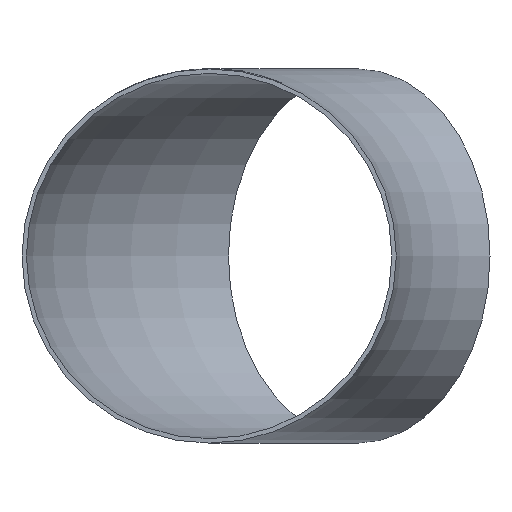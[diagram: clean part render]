
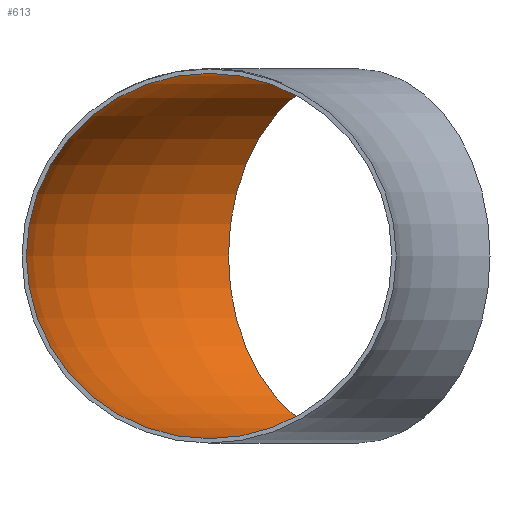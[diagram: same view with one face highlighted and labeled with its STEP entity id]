
A CAD part, front view. The second image highlights one B-rep face of the part: STEP entity #613.
In plain terms, the highlighted toroidal (fillet/blend) face has major radius 228 mm and minor radius 82.15 mm.
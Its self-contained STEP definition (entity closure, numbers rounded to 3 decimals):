
#613 = ADVANCED_FACE ( 'NONE', ( #25498, #26016 ), #24419, .F. ) ;
#1244 = DIRECTION ( 'NONE',  ( 0., 1., 0. ) ) ;
#1318 = EDGE_LOOP ( 'NONE', ( #5884 ) ) ;
#2098 = DIRECTION ( 'NONE',  ( -0.707, 0.707, 0. ) ) ;
#4395 = CARTESIAN_POINT ( 'NONE',  ( -219.309, 219.309, 0. ) ) ;
#4643 = ORIENTED_EDGE ( 'NONE', *, *, #4990, .F. ) ;
#4980 = EDGE_LOOP ( 'NONE', ( #4643 ) ) ;
#4990 = EDGE_CURVE ( 'NONE', #18115, #18115, #15033, .T. ) ;
#5884 = ORIENTED_EDGE ( 'NONE', *, *, #18683, .T. ) ;
#11735 = CARTESIAN_POINT ( 'NONE',  ( -161.22, 161.22, 0. ) ) ;
#11783 = DIRECTION ( 'NONE',  ( 0., 0., -1. ) ) ;
#15033 = CIRCLE ( 'NONE', #18852, 82.15 ) ;
#15752 = CARTESIAN_POINT ( 'NONE',  ( 0., 0., 0. ) ) ;
#16011 = DIRECTION ( 'NONE',  ( -1., 0., 0. ) ) ;
#16021 = AXIS2_PLACEMENT_3D ( 'NONE', #15752, #11783, #16011 ) ;
#16334 = CIRCLE ( 'NONE', #18434, 82.15 ) ;
#17114 = CARTESIAN_POINT ( 'NONE',  ( -228., 0., 0. ) ) ;
#18115 = VERTEX_POINT ( 'NONE', #24686 ) ;
#18434 = AXIS2_PLACEMENT_3D ( 'NONE', #11735, #24381, #2098 ) ;
#18683 = EDGE_CURVE ( 'NONE', #22192, #22192, #16334, .T. ) ;
#18852 = AXIS2_PLACEMENT_3D ( 'NONE', #17114, #1244, #21183 ) ;
#21183 = DIRECTION ( 'NONE',  ( 0., 0., 1. ) ) ;
#22192 = VERTEX_POINT ( 'NONE', #4395 ) ;
#24381 = DIRECTION ( 'NONE',  ( 0.707, 0.707, 0. ) ) ;
#24419 = TOROIDAL_SURFACE ( 'NONE', #16021, 228., 82.15 ) ;
#24686 = CARTESIAN_POINT ( 'NONE',  ( -228., 0., 82.15 ) ) ;
#25498 = FACE_OUTER_BOUND ( 'NONE', #1318, .T. ) ;
#26016 = FACE_OUTER_BOUND ( 'NONE', #4980, .T. ) ;
